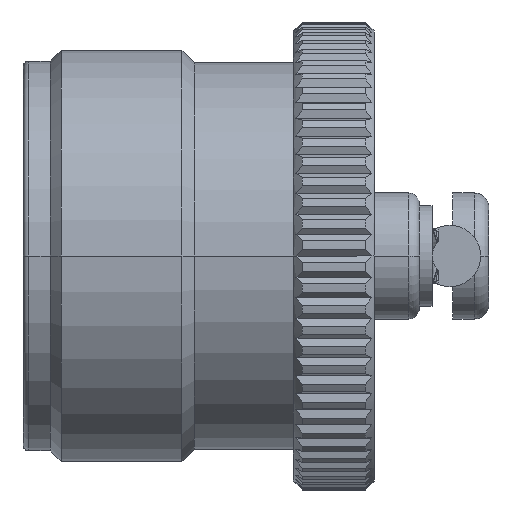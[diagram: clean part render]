
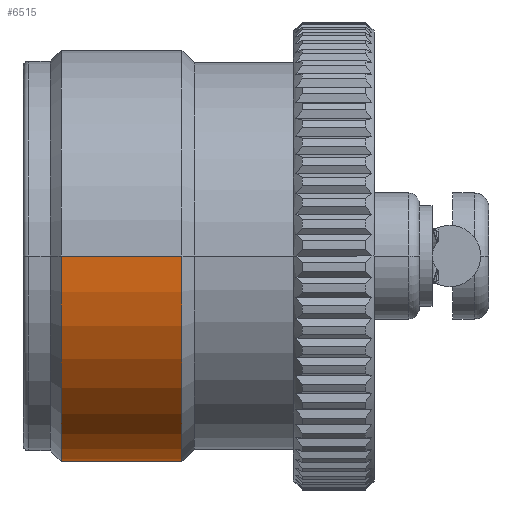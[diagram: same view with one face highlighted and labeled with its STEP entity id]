
A CAD part, left-side view. The second image highlights one B-rep face of the part: STEP entity #6515.
In plain terms, the highlighted cylindrical face has radius 11.435 mm (diameter 22.87 mm), a partial arc.
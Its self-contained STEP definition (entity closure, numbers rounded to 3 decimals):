
#347=CARTESIAN_POINT('',(0.,17.39,0.));
#348=DIRECTION('',(0.,1.,0.));
#349=DIRECTION('',(1.,0.,0.));
#350=AXIS2_PLACEMENT_3D('',#347,#348,#349);
#352=DIRECTION('',(0.,1.,0.));
#353=VECTOR('',#352,6.705);
#354=CARTESIAN_POINT('',(11.435,10.685,0.));
#355=LINE('',#354,#353);
#356=DIRECTION('',(0.,1.,0.));
#357=VECTOR('',#356,6.705);
#358=CARTESIAN_POINT('',(-11.435,10.685,0.));
#359=LINE('',#358,#357);
#360=CARTESIAN_POINT('',(0.,10.685,0.));
#361=DIRECTION('',(0.,1.,0.));
#362=DIRECTION('',(1.,0.,0.));
#363=AXIS2_PLACEMENT_3D('',#360,#361,#362);
#5171=CARTESIAN_POINT('',(11.435,10.685,0.));
#5172=VERTEX_POINT('',#5171);
#5173=CARTESIAN_POINT('',(11.435,17.39,0.));
#5174=VERTEX_POINT('',#5173);
#5193=CARTESIAN_POINT('',(-11.435,10.685,0.));
#5194=VERTEX_POINT('',#5193);
#5195=CARTESIAN_POINT('',(-11.435,17.39,0.));
#5196=VERTEX_POINT('',#5195);
#6501=CARTESIAN_POINT('',(0.,20.6,0.));
#6502=DIRECTION('',(0.,-1.,0.));
#6503=DIRECTION('',(-1.,0.,0.));
#6504=AXIS2_PLACEMENT_3D('',#6501,#6502,#6503);
#6505=CYLINDRICAL_SURFACE('',#6504,11.435);
#6507=ORIENTED_EDGE('',*,*,#6506,.T.);
#6508=ORIENTED_EDGE('',*,*,#6496,.T.);
#6510=ORIENTED_EDGE('',*,*,#6509,.F.);
#6512=ORIENTED_EDGE('',*,*,#6511,.F.);
#6513=EDGE_LOOP('',(#6507,#6508,#6510,#6512));
#6514=FACE_OUTER_BOUND('',#6513,.F.);
#351=CIRCLE('',#350,11.435);
#364=CIRCLE('',#363,11.435);
#6496=EDGE_CURVE('',#5174,#5196,#351,.T.);
#6506=EDGE_CURVE('',#5172,#5174,#355,.T.);
#6509=EDGE_CURVE('',#5194,#5196,#359,.T.);
#6511=EDGE_CURVE('',#5172,#5194,#364,.T.);
#6515=ADVANCED_FACE('',(#6514),#6505,.T.);
